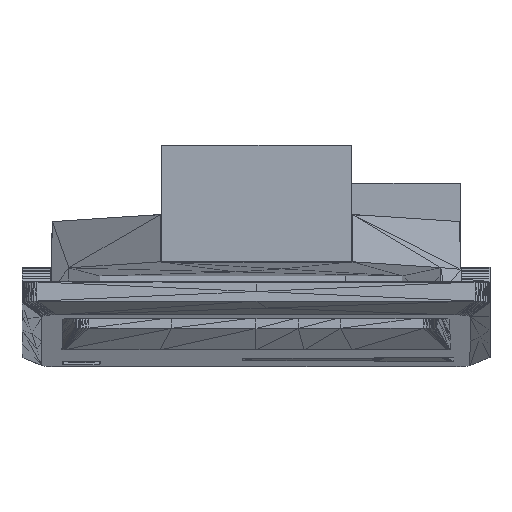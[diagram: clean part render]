
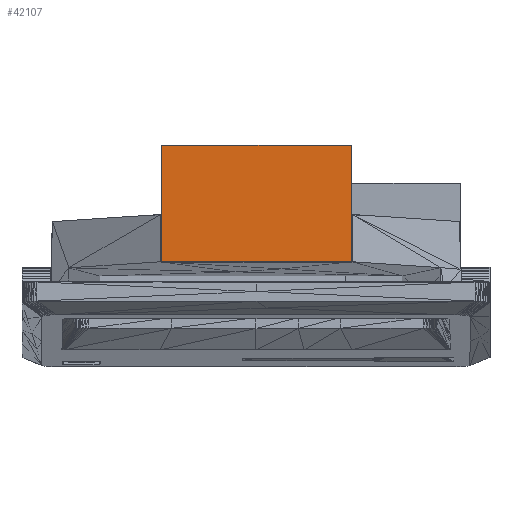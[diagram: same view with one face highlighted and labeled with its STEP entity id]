
A CAD part, top view. The second image highlights one B-rep face of the part: STEP entity #42107.
In plain terms, the highlighted planar face has unit normal (0, -0.003, 1).
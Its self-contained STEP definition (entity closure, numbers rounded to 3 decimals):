
#3093=FACE_OUTER_BOUND('',#6214,.T.);
#6214=EDGE_LOOP('',(#35597,#35598,#35599,#35600));
#6530=LINE('',#57730,#11946);
#11659=LINE('',#67945,#17075);
#11667=LINE('',#67959,#17083);
#11669=LINE('',#67962,#17085);
#11946=VECTOR('',#45923,10.);
#17075=VECTOR('',#56842,10.);
#17083=VECTOR('',#56856,10.);
#17085=VECTOR('',#56860,10.);
#17330=VERTEX_POINT('',#57643);
#17356=VERTEX_POINT('',#57709);
#19547=VERTEX_POINT('',#67943);
#19549=VERTEX_POINT('',#67952);
#19821=EDGE_CURVE('',#17330,#17356,#6530,.T.);
#24950=EDGE_CURVE('',#17330,#19547,#11659,.T.);
#24958=EDGE_CURVE('',#17356,#19549,#11667,.T.);
#24960=EDGE_CURVE('',#19547,#19549,#11669,.T.);
#35597=ORIENTED_EDGE('',*,*,#19821,.F.);
#35598=ORIENTED_EDGE('',*,*,#24950,.T.);
#35599=ORIENTED_EDGE('',*,*,#24960,.T.);
#35600=ORIENTED_EDGE('',*,*,#24958,.F.);
#39001=PLANE('',#45289);
#42107=ADVANCED_FACE('',(#3093),#39001,.T.);
#45289=AXIS2_PLACEMENT_3D('',#67963,#56861,#56862);
#45923=DIRECTION('',(1.,0.,0.));
#56842=DIRECTION('',(0.001,-1.,-0.003));
#56856=DIRECTION('',(0.001,-1.,-0.003));
#56860=DIRECTION('',(1.,0.,0.));
#56861=DIRECTION('center_axis',(0.,-0.003,1.));
#56862=DIRECTION('ref_axis',(1.,0.,0.));
#57643=CARTESIAN_POINT('',(-9.424,-18.038,61.293));
#57709=CARTESIAN_POINT('',(8.348,-18.038,61.293));
#57730=CARTESIAN_POINT('',(-9.424,-18.038,61.293));
#67943=CARTESIAN_POINT('',(-9.418,-28.962,61.259));
#67945=CARTESIAN_POINT('',(-9.424,-18.038,61.293));
#67952=CARTESIAN_POINT('',(8.356,-28.962,61.259));
#67959=CARTESIAN_POINT('',(8.348,-18.038,61.293));
#67962=CARTESIAN_POINT('',(-9.418,-28.962,61.259));
#67963=CARTESIAN_POINT('Origin',(-9.418,-28.962,61.259));
